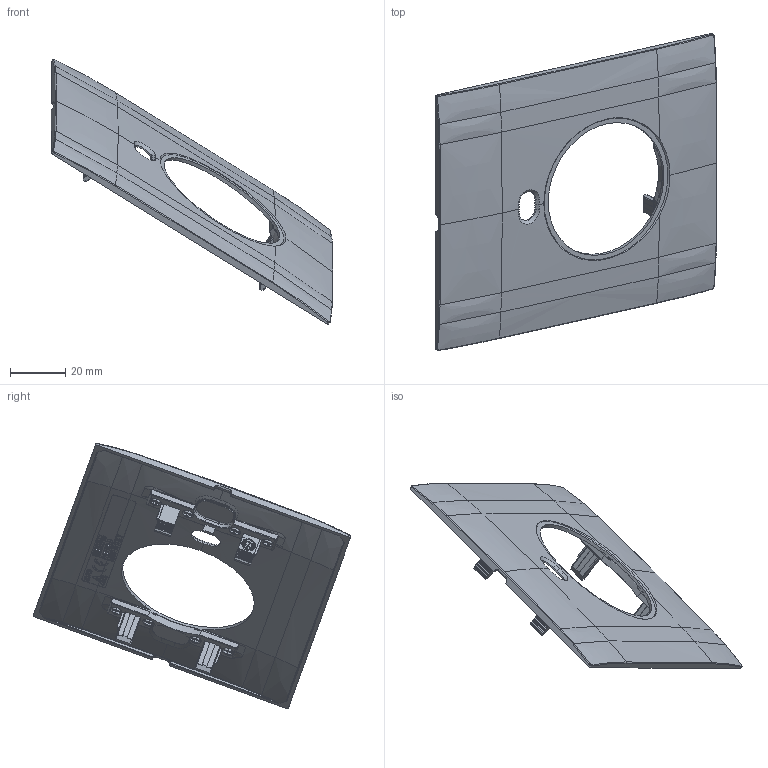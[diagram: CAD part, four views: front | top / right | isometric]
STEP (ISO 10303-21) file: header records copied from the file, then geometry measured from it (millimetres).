
FILE_DESCRIPTION(('CATIA V5 STEP Exchange'),'2;1');
FILE_NAME('44PSMN902BO.stp','2024-03-26T06:57:06+00:00',('none'),('none'),'CATIA Version 5-6 Release 2016 SP6','CATIA V5 STEP AP203','none');
FILE_SCHEMA(('CONFIG_CONTROL_DESIGN'));
Length unit declared in the file: millimetre
Products named in the file (1): 44PSMN902@
Assembly tree (4 placements, depth 2):
  44PSMN902@
    #57
    #47095
    #57767
    #69415
Bounding box: 101.62 x 114.5 x 95.68 mm (x, y, z)
Volume: 18067.3 mm3; surface area: 24820.6 mm2
Topology: 3 solids, 3 shells, 1799 faces, 4979 edges, 3206 vertices
Faces by surface type: plane 1137, cylinder 390, bspline 154, cone 50, sphere 36, extrusion 20, torus 12
Entity records: 69440 total; most frequent: CARTESIAN_POINT 30420, ORIENTED_EDGE 9874, DIRECTION 5105, EDGE_CURVE 4937, VERTEX_POINT 3202, B_SPLINE_CURVE_WITH_KNOTS 2294, VECTOR 2104, LINE 2084
